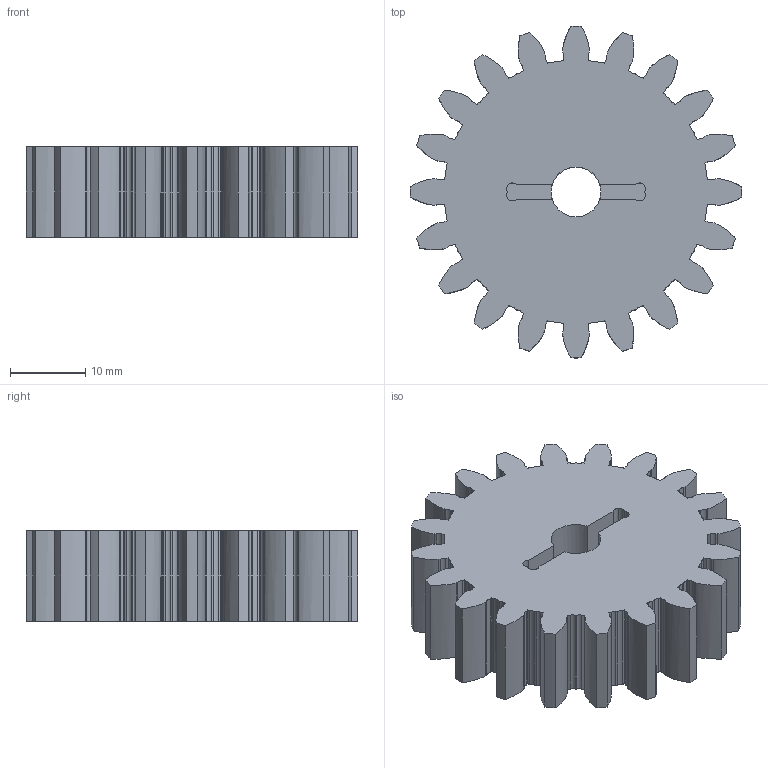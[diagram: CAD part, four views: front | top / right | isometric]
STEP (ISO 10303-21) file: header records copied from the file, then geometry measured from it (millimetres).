
FILE_DESCRIPTION(/* description */ (''),/* implementation_level */ '2;1');
FILE_NAME(/* name */ 'Basis Zahnrad.step',/* time_stamp */ '2024-08-11T18:10:47+02:00',/* author */ (''),/* organization */ (''),/* preprocessor_version */ 'ST-DEVELOPER v20',/* originating_system */ 'Autodesk Translation Framework v13.14.0.145',/* authorisation */ '');
FILE_SCHEMA (('AUTOMOTIVE_DESIGN { 1 0 10303 214 3 1 1 }'));
Products named in the file (2): Stringer Basis MB; Basis Zahnrad 20
Assembly tree (1 placements, depth 2):
  Stringer Basis MB
    Basis Zahnrad 20
Bounding box: 44 x 44 x 12 mm (x, y, z)
Volume: 13976 mm3; surface area: 6216.3 mm2
Topology: 1 solids, 1 shells, 353 faces, 1041 edges, 694 vertices
Faces by surface type: cylinder 173, plane 140, bspline 40
Full cylindrical faces by diameter (mm): 1.501 x4, 6.6 x1
Entity records: 43564 total; most frequent: CARTESIAN_POINT 34171, ORIENTED_EDGE 2082, DIRECTION 1903, EDGE_CURVE 1041, VERTEX_POINT 694, AXIS2_PLACEMENT_3D 666, LINE 571, VECTOR 571
